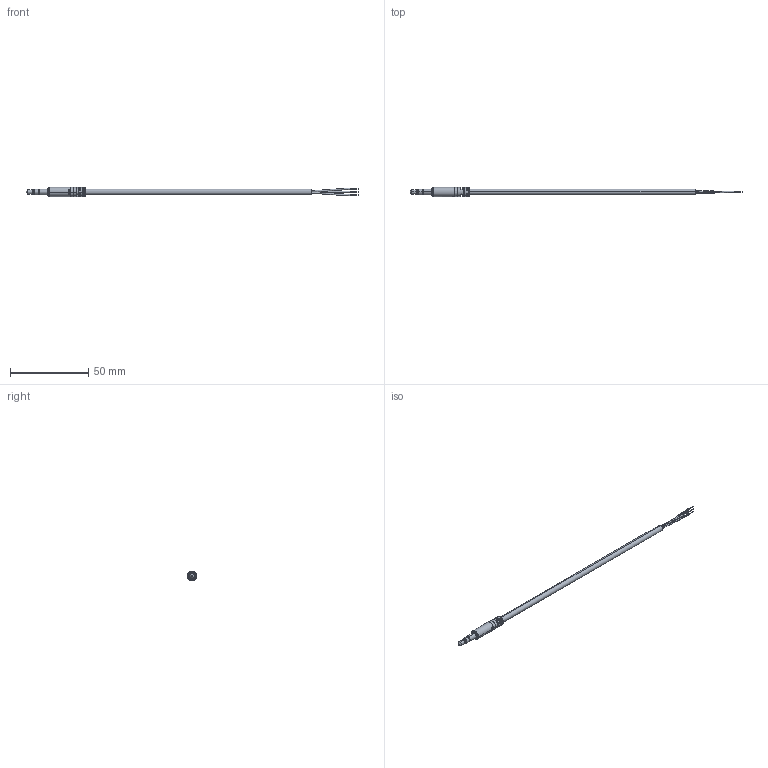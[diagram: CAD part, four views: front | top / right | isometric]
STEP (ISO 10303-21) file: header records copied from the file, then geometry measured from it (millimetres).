
FILE_DESCRIPTION (( 'STEP AP203' ), '1' );
FILE_NAME ('10-00345_revA4.STEP', '2016-10-28T21:17:52', ( '' ), ( '' ), 'SwSTEP 2.0', 'SolidWorks 2015', '' );
FILE_SCHEMA (( 'CONFIG_CONTROL_DESIGN' ));
Length unit declared in the file: millimetre
Products named in the file (4): 30-00179_no heat shrink, no shield; 50-00396; 24-00028; 10-00345_revA4
Assembly tree (3 placements, depth 2):
  10-00345_revA4
    30-00179_no heat shrink, no shield
    24-00028
    50-00396
Bounding box: 212.4 x 6.1 x 6.1 mm (x, y, z)
Volume: 2497.9 mm3; surface area: 16450.2 mm2
Topology: 98 solids, 98 shells, 658 faces, 1323 edges, 876 vertices
Faces by surface type: cylinder 362, plane 254, bspline 28, cone 10, torus 4
Entity records: 19166 total; most frequent: CARTESIAN_POINT 4278, DIRECTION 3302, ORIENTED_EDGE 2646, AXIS2_PLACEMENT_3D 1426, EDGE_CURVE 1323, VERTEX_POINT 876, EDGE_LOOP 815, CIRCLE 790
